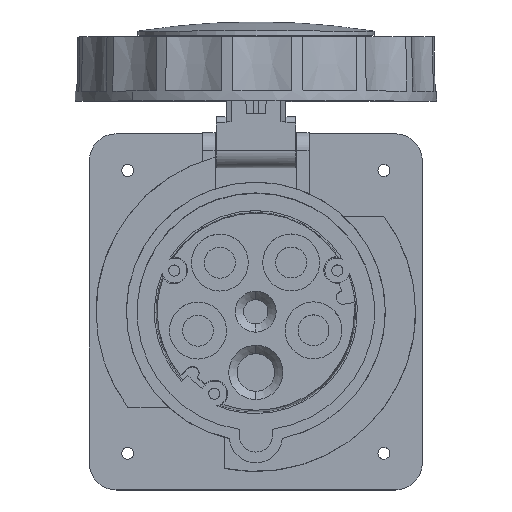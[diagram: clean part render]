
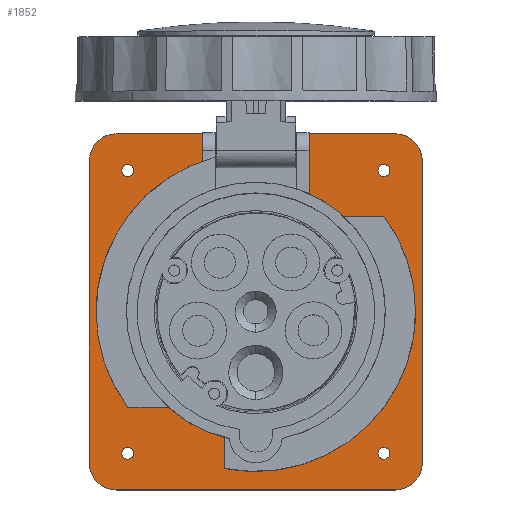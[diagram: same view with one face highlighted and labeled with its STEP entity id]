
A CAD part, top view. The second image highlights one B-rep face of the part: STEP entity #1852.
In plain terms, the highlighted face is planar.
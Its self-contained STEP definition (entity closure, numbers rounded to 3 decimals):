
#224=DIRECTION('',(0.,-1.,0.));
#225=VECTOR('',#224,91.);
#226=CARTESIAN_POINT('',(-50.,45.5,-28.5));
#227=LINE('',#226,#225);
#228=CARTESIAN_POINT('',(-42.,-45.5,-28.5));
#229=DIRECTION('',(0.,0.,1.));
#230=DIRECTION('',(-1.,0.,0.));
#231=AXIS2_PLACEMENT_3D('',#228,#229,#230);
#233=CARTESIAN_POINT('',(42.,-45.5,-28.5));
#234=DIRECTION('',(0.,0.,1.));
#235=DIRECTION('',(0.,-1.,0.));
#236=AXIS2_PLACEMENT_3D('',#233,#234,#235);
#238=CARTESIAN_POINT('',(42.,45.5,-28.5));
#239=DIRECTION('',(0.,0.,1.));
#240=DIRECTION('',(1.,0.,0.));
#241=AXIS2_PLACEMENT_3D('',#238,#239,#240);
#243=CARTESIAN_POINT('',(-42.,45.5,-28.5));
#244=DIRECTION('',(0.,0.,1.));
#245=DIRECTION('',(0.,1.,0.));
#246=AXIS2_PLACEMENT_3D('',#243,#244,#245);
#248=DIRECTION('',(1.,0.,0.));
#249=VECTOR('',#248,32.);
#250=CARTESIAN_POINT('',(-16.,46.599,-28.5));
#251=LINE('',#250,#249);
#252=DIRECTION('',(0.,-1.,0.));
#253=VECTOR('',#252,10.899);
#254=CARTESIAN_POINT('',(16.,46.599,-28.5));
#255=LINE('',#254,#253);
#256=CARTESIAN_POINT('',(0.,0.,-28.5));
#257=DIRECTION('',(0.,0.,-1.));
#258=DIRECTION('',(0.397,0.918,0.));
#259=AXIS2_PLACEMENT_3D('',#256,#257,#258);
#261=CARTESIAN_POINT('',(0.,-37.4,-28.5));
#262=DIRECTION('',(0.,0.,-1.));
#263=DIRECTION('',(0.996,-0.084,0.));
#264=AXIS2_PLACEMENT_3D('',#261,#262,#263);
#266=CARTESIAN_POINT('',(0.,0.,-28.5));
#267=DIRECTION('',(0.,0.,-1.));
#268=DIRECTION('',(-0.205,-0.979,0.));
#269=AXIS2_PLACEMENT_3D('',#266,#267,#268);
#271=DIRECTION('',(-1.,0.,0.));
#272=VECTOR('',#271,0.549);
#273=CARTESIAN_POINT('',(-15.451,35.7,-28.5));
#274=LINE('',#273,#272);
#275=DIRECTION('',(0.,1.,0.));
#276=VECTOR('',#275,10.899);
#277=CARTESIAN_POINT('',(-16.,35.7,-28.5));
#278=LINE('',#277,#276);
#279=CARTESIAN_POINT('',(-38.5,-42.5,-28.5));
#280=DIRECTION('',(0.,0.,-1.));
#281=DIRECTION('',(-1.,0.,0.));
#282=AXIS2_PLACEMENT_3D('',#279,#280,#281);
#284=CARTESIAN_POINT('',(-38.5,-42.5,-28.5));
#285=DIRECTION('',(0.,0.,-1.));
#286=DIRECTION('',(1.,0.,0.));
#287=AXIS2_PLACEMENT_3D('',#284,#285,#286);
#289=CARTESIAN_POINT('',(-38.5,42.5,-28.5));
#290=DIRECTION('',(0.,0.,-1.));
#291=DIRECTION('',(-1.,0.,0.));
#292=AXIS2_PLACEMENT_3D('',#289,#290,#291);
#294=CARTESIAN_POINT('',(-38.5,42.5,-28.5));
#295=DIRECTION('',(0.,0.,-1.));
#296=DIRECTION('',(1.,0.,0.));
#297=AXIS2_PLACEMENT_3D('',#294,#295,#296);
#299=CARTESIAN_POINT('',(38.5,42.5,-28.5));
#300=DIRECTION('',(0.,0.,-1.));
#301=DIRECTION('',(-1.,0.,0.));
#302=AXIS2_PLACEMENT_3D('',#299,#300,#301);
#304=CARTESIAN_POINT('',(38.5,42.5,-28.5));
#305=DIRECTION('',(0.,0.,-1.));
#306=DIRECTION('',(1.,0.,0.));
#307=AXIS2_PLACEMENT_3D('',#304,#305,#306);
#309=CARTESIAN_POINT('',(38.5,-42.5,-28.5));
#310=DIRECTION('',(0.,0.,-1.));
#311=DIRECTION('',(-1.,0.,0.));
#312=AXIS2_PLACEMENT_3D('',#309,#310,#311);
#314=CARTESIAN_POINT('',(38.5,-42.5,-28.5));
#315=DIRECTION('',(0.,0.,-1.));
#316=DIRECTION('',(1.,0.,0.));
#317=AXIS2_PLACEMENT_3D('',#314,#315,#316);
#331=DIRECTION('',(-1.,0.,0.));
#332=VECTOR('',#331,84.);
#333=CARTESIAN_POINT('',(42.,-53.5,-28.5));
#334=LINE('',#333,#332);
#347=DIRECTION('',(0.,-1.,0.));
#348=VECTOR('',#347,91.);
#349=CARTESIAN_POINT('',(50.,45.5,-28.5));
#350=LINE('',#349,#348);
#363=DIRECTION('',(1.,0.,0.));
#364=VECTOR('',#363,84.);
#365=CARTESIAN_POINT('',(-42.,53.5,-28.5));
#366=LINE('',#365,#364);
#909=DIRECTION('',(1.,0.,0.));
#910=VECTOR('',#909,0.549);
#911=CARTESIAN_POINT('',(15.451,35.7,-28.5));
#912=LINE('',#911,#910);
#1220=CARTESIAN_POINT('',(7.972,-38.074,-28.5));
#1221=VERTEX_POINT('',#1220);
#1222=CARTESIAN_POINT('',(15.451,35.7,-28.5));
#1223=VERTEX_POINT('',#1222);
#1238=CARTESIAN_POINT('',(-15.451,35.7,-28.5));
#1239=VERTEX_POINT('',#1238);
#1240=CARTESIAN_POINT('',(-7.972,-38.074,-28.5));
#1241=VERTEX_POINT('',#1240);
#1265=CARTESIAN_POINT('',(-50.,45.5,-28.5));
#1266=CARTESIAN_POINT('',(-50.,-45.5,-28.5));
#1267=VERTEX_POINT('',#1265);
#1268=VERTEX_POINT('',#1266);
#1269=CARTESIAN_POINT('',(-42.,-53.5,-28.5));
#1270=VERTEX_POINT('',#1269);
#1271=CARTESIAN_POINT('',(42.,-53.5,-28.5));
#1272=VERTEX_POINT('',#1271);
#1273=CARTESIAN_POINT('',(50.,-45.5,-28.5));
#1274=VERTEX_POINT('',#1273);
#1275=CARTESIAN_POINT('',(50.,45.5,-28.5));
#1276=VERTEX_POINT('',#1275);
#1277=CARTESIAN_POINT('',(42.,53.5,-28.5));
#1278=VERTEX_POINT('',#1277);
#1279=CARTESIAN_POINT('',(-42.,53.5,-28.5));
#1280=VERTEX_POINT('',#1279);
#1281=CARTESIAN_POINT('',(-16.,46.599,-28.5));
#1282=CARTESIAN_POINT('',(16.,46.599,-28.5));
#1283=VERTEX_POINT('',#1281);
#1284=VERTEX_POINT('',#1282);
#1285=CARTESIAN_POINT('',(16.,35.7,-28.5));
#1286=VERTEX_POINT('',#1285);
#1287=CARTESIAN_POINT('',(-16.,35.7,-28.5));
#1288=VERTEX_POINT('',#1287);
#1289=CARTESIAN_POINT('',(-40.3,-42.5,-28.5));
#1290=CARTESIAN_POINT('',(-36.7,-42.5,-28.5));
#1291=VERTEX_POINT('',#1289);
#1292=VERTEX_POINT('',#1290);
#1293=CARTESIAN_POINT('',(-40.3,42.5,-28.5));
#1294=CARTESIAN_POINT('',(-36.7,42.5,-28.5));
#1295=VERTEX_POINT('',#1293);
#1296=VERTEX_POINT('',#1294);
#1297=CARTESIAN_POINT('',(36.7,42.5,-28.5));
#1298=CARTESIAN_POINT('',(40.3,42.5,-28.5));
#1299=VERTEX_POINT('',#1297);
#1300=VERTEX_POINT('',#1298);
#1301=CARTESIAN_POINT('',(36.7,-42.5,-28.5));
#1302=CARTESIAN_POINT('',(40.3,-42.5,-28.5));
#1303=VERTEX_POINT('',#1301);
#1304=VERTEX_POINT('',#1302);
#1790=CARTESIAN_POINT('',(0.,0.,-28.5));
#1791=DIRECTION('',(0.,0.,1.));
#1792=DIRECTION('',(1.,0.,0.));
#1793=AXIS2_PLACEMENT_3D('',#1790,#1791,#1792);
#1794=PLANE('',#1793);
#1796=ORIENTED_EDGE('',*,*,#1795,.T.);
#1798=ORIENTED_EDGE('',*,*,#1797,.T.);
#1800=ORIENTED_EDGE('',*,*,#1799,.F.);
#1802=ORIENTED_EDGE('',*,*,#1801,.T.);
#1804=ORIENTED_EDGE('',*,*,#1803,.F.);
#1806=ORIENTED_EDGE('',*,*,#1805,.T.);
#1808=ORIENTED_EDGE('',*,*,#1807,.F.);
#1810=ORIENTED_EDGE('',*,*,#1809,.T.);
#1811=EDGE_LOOP('',(#1796,#1798,#1800,#1802,#1804,#1806,#1808,#1810));
#1812=FACE_OUTER_BOUND('',#1811,.F.);
#1814=ORIENTED_EDGE('',*,*,#1813,.T.);
#1816=ORIENTED_EDGE('',*,*,#1815,.T.);
#1818=ORIENTED_EDGE('',*,*,#1817,.F.);
#1819=ORIENTED_EDGE('',*,*,#1600,.T.);
#1820=ORIENTED_EDGE('',*,*,#1781,.T.);
#1821=ORIENTED_EDGE('',*,*,#1618,.T.);
#1823=ORIENTED_EDGE('',*,*,#1822,.T.);
#1825=ORIENTED_EDGE('',*,*,#1824,.T.);
#1826=EDGE_LOOP('',(#1814,#1816,#1818,#1819,#1820,#1821,#1823,#1825));
#1827=FACE_BOUND('',#1826,.F.);
#1829=ORIENTED_EDGE('',*,*,#1828,.T.);
#1831=ORIENTED_EDGE('',*,*,#1830,.T.);
#1832=EDGE_LOOP('',(#1829,#1831));
#1833=FACE_BOUND('',#1832,.F.);
#1835=ORIENTED_EDGE('',*,*,#1834,.T.);
#1837=ORIENTED_EDGE('',*,*,#1836,.T.);
#1838=EDGE_LOOP('',(#1835,#1837));
#1839=FACE_BOUND('',#1838,.F.);
#1841=ORIENTED_EDGE('',*,*,#1840,.T.);
#1843=ORIENTED_EDGE('',*,*,#1842,.T.);
#1844=EDGE_LOOP('',(#1841,#1843));
#1845=FACE_BOUND('',#1844,.F.);
#1847=ORIENTED_EDGE('',*,*,#1846,.T.);
#1849=ORIENTED_EDGE('',*,*,#1848,.T.);
#1850=EDGE_LOOP('',(#1847,#1849));
#1851=FACE_BOUND('',#1850,.F.);
#1852=ADVANCED_FACE('',(#1812,#1827,#1833,#1839,#1845,#1851),#1794,.F.);
#232=CIRCLE('',#231,8.);
#237=CIRCLE('',#236,8.);
#242=CIRCLE('',#241,8.);
#247=CIRCLE('',#246,8.);
#260=CIRCLE('',#259,38.9);
#265=CIRCLE('',#264,8.);
#270=CIRCLE('',#269,38.9);
#283=CIRCLE('',#282,1.8);
#288=CIRCLE('',#287,1.8);
#293=CIRCLE('',#292,1.8);
#298=CIRCLE('',#297,1.8);
#303=CIRCLE('',#302,1.8);
#308=CIRCLE('',#307,1.8);
#313=CIRCLE('',#312,1.8);
#318=CIRCLE('',#317,1.8);
#1600=EDGE_CURVE('',#1223,#1221,#260,.T.);
#1618=EDGE_CURVE('',#1241,#1239,#270,.T.);
#1781=EDGE_CURVE('',#1221,#1241,#265,.T.);
#1795=EDGE_CURVE('',#1267,#1268,#227,.T.);
#1797=EDGE_CURVE('',#1268,#1270,#232,.T.);
#1799=EDGE_CURVE('',#1272,#1270,#334,.T.);
#1801=EDGE_CURVE('',#1272,#1274,#237,.T.);
#1803=EDGE_CURVE('',#1276,#1274,#350,.T.);
#1805=EDGE_CURVE('',#1276,#1278,#242,.T.);
#1807=EDGE_CURVE('',#1280,#1278,#366,.T.);
#1809=EDGE_CURVE('',#1280,#1267,#247,.T.);
#1813=EDGE_CURVE('',#1283,#1284,#251,.T.);
#1815=EDGE_CURVE('',#1284,#1286,#255,.T.);
#1817=EDGE_CURVE('',#1223,#1286,#912,.T.);
#1822=EDGE_CURVE('',#1239,#1288,#274,.T.);
#1824=EDGE_CURVE('',#1288,#1283,#278,.T.);
#1828=EDGE_CURVE('',#1291,#1292,#283,.T.);
#1830=EDGE_CURVE('',#1292,#1291,#288,.T.);
#1834=EDGE_CURVE('',#1295,#1296,#293,.T.);
#1836=EDGE_CURVE('',#1296,#1295,#298,.T.);
#1840=EDGE_CURVE('',#1299,#1300,#303,.T.);
#1842=EDGE_CURVE('',#1300,#1299,#308,.T.);
#1846=EDGE_CURVE('',#1303,#1304,#313,.T.);
#1848=EDGE_CURVE('',#1304,#1303,#318,.T.);
